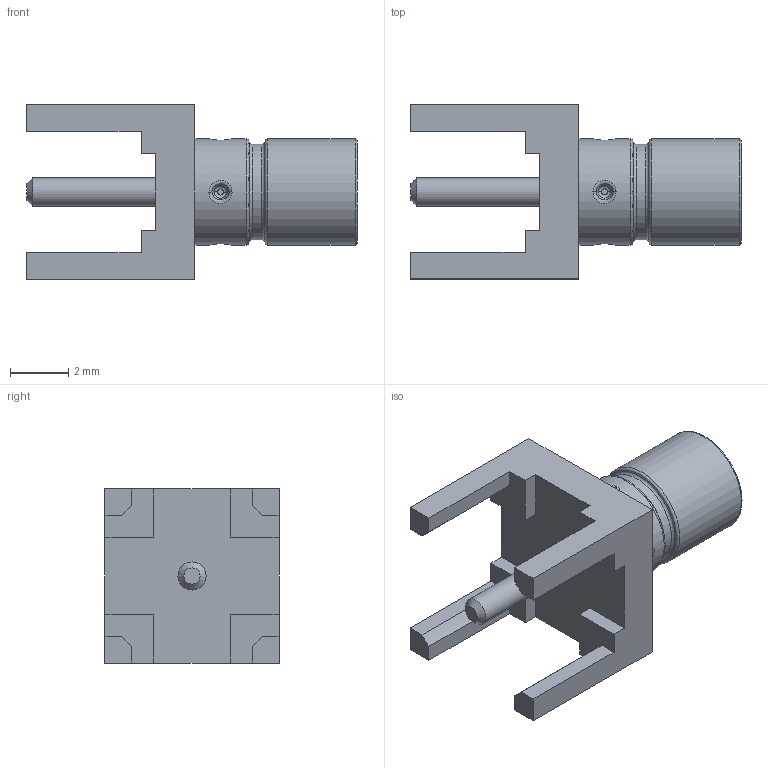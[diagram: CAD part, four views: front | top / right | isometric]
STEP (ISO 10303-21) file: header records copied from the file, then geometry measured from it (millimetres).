
FILE_DESCRIPTION( ( 'STEP AP214' ), '1' );
FILE_NAME( 'psolqas07404548994.stp', '2018-09-25T05:40:45', ( '' ), ( '' ), ' ', 'PARTsolutions', ' ' );
FILE_SCHEMA( ( 'AUTOMOTIVE_DESIGN { 1 0 10303 214 1 1 1 1 }' ) );
Length unit declared in the file: metre
Products named in the file (1): 1
Bounding box: 11.38 x 5.99 x 5.99 mm (x, y, z)
Volume: 113.4 mm3; surface area: 280.6 mm2
Topology: 1 solids, 1 shells, 82 faces, 191 edges, 120 vertices
Faces by surface type: plane 40, bspline 16, cylinder 12, cone 9, torus 5
Full cylindrical faces by diameter (mm): 0.508 x1, 0.965 x1, 1.016 x1, 2.159 x1, 2.921 x1, 3.277 x1, 3.658 x2
Entity records: 3103 total; most frequent: CARTESIAN_POINT 1349, DIRECTION 350, ORIENTED_EDGE 336, EDGE_CURVE 168, AXIS2_PLACEMENT_3D 131, VERTEX_POINT 120, EDGE_LOOP 114, FACE_OUTER_BOUND 95
